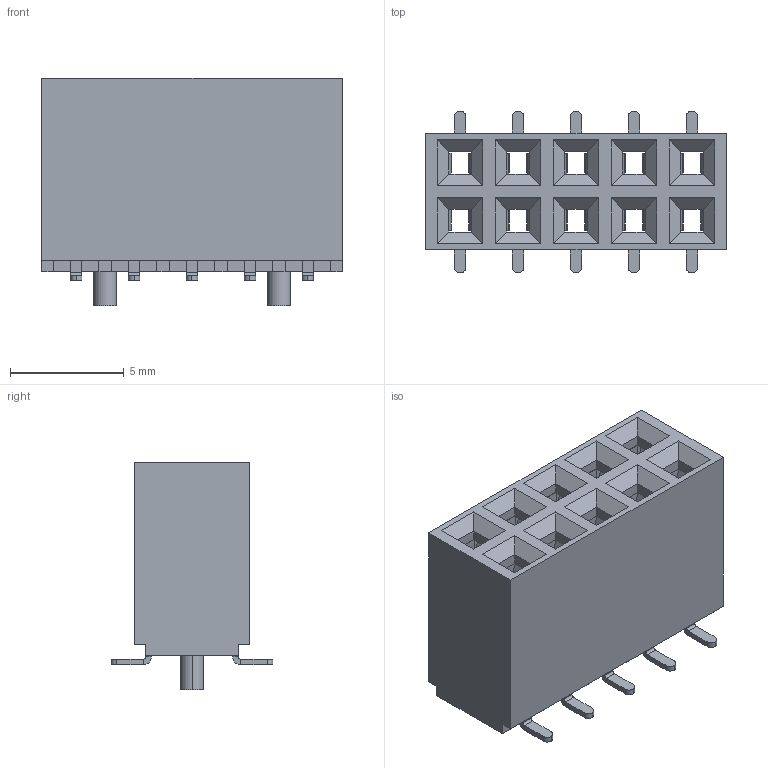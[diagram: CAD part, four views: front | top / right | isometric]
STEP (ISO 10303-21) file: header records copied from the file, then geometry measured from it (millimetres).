
FILE_DESCRIPTION (( 'STEP AP214' ), '1' );
FILE_NAME ('FFH25408-D10S1014K6M1A-REF.STEP', '2025-04-08T06:46:18', ( '' ), ( '' ), 'SwSTEP 2.0', 'SolidWorks 2021', '' );
FILE_SCHEMA (( 'AUTOMOTIVE_DESIGN' ));
Length unit declared in the file: millimetre
Products named in the file (1): FFH25408-D10S1014K6M1A-REF
Bounding box: 13.2 x 7.1 x 10 mm (x, y, z)
Volume: 388 mm3; surface area: 1429.8 mm2
Topology: 1 solids, 1 shells, 846 faces, 1906 edges, 1064 vertices
Faces by surface type: plane 682, cylinder 164
Entity records: 22652 total; most frequent: DIRECTION 3928, CARTESIAN_POINT 3817, ORIENTED_EDGE 3812, EDGE_CURVE 1906, LINE 1578, VECTOR 1578, AXIS2_PLACEMENT_3D 1175, VERTEX_POINT 1064
